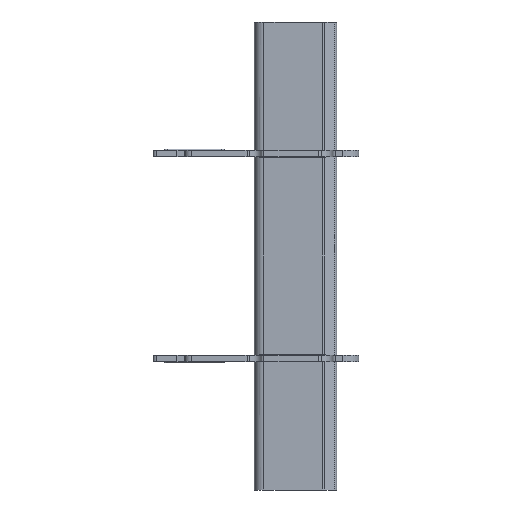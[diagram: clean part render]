
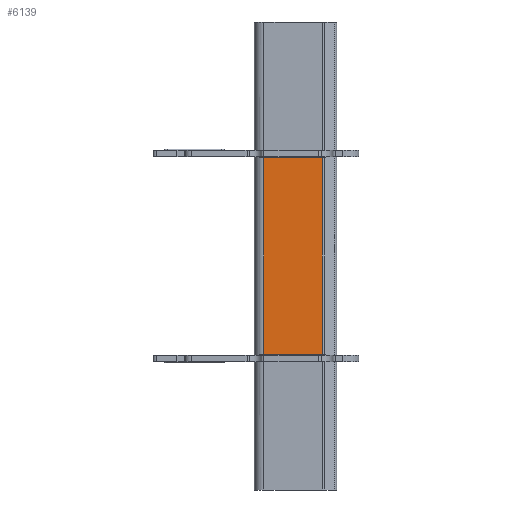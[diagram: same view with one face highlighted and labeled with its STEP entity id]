
A CAD part, left-side view. The second image highlights one B-rep face of the part: STEP entity #6139.
In plain terms, the highlighted planar face has unit normal (-1, 0, 0).
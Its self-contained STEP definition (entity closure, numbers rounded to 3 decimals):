
#336=DIRECTION('',(0.,0.,-1.));
#337=VECTOR('',#336,62.);
#338=CARTESIAN_POINT('',(-3.,-3.,31.));
#339=LINE('',#338,#337);
#343=CARTESIAN_POINT('',(-3.,-3.,-31.));
#540=CARTESIAN_POINT('',(-3.,-3.,31.));
#570=DIRECTION('',(0.,1.,0.));
#571=VECTOR('',#570,18.5);
#572=CARTESIAN_POINT('',(-3.,-21.5,31.));
#573=LINE('',#572,#571);
#585=DIRECTION('',(0.,0.,1.));
#586=VECTOR('',#585,62.);
#587=CARTESIAN_POINT('',(-3.,-21.5,-31.));
#588=LINE('',#587,#586);
#599=DIRECTION('',(0.,1.,0.));
#600=VECTOR('',#599,18.5);
#601=CARTESIAN_POINT('',(-3.,-21.5,-31.));
#602=LINE('',#601,#600);
#5051=VERTEX_POINT('',#343);
#5053=CARTESIAN_POINT('',(-3.,-21.5,-31.));
#5054=VERTEX_POINT('',#5053);
#5075=VERTEX_POINT('',#540);
#5406=CARTESIAN_POINT('',(-3.,-21.5,31.));
#5407=VERTEX_POINT('',#5406);
#6128=CARTESIAN_POINT('',(-3.,-3.,-74.));
#6129=DIRECTION('',(-1.,0.,0.));
#6130=DIRECTION('',(0.,-1.,0.));
#6131=AXIS2_PLACEMENT_3D('',#6128,#6129,#6130);
#6132=PLANE('',#6131);
#6133=ORIENTED_EDGE('',*,*,#5808,.T.);
#6134=ORIENTED_EDGE('',*,*,#5856,.F.);
#6135=ORIENTED_EDGE('',*,*,#6096,.F.);
#6136=ORIENTED_EDGE('',*,*,#6114,.F.);
#6137=EDGE_LOOP('',(#6133,#6134,#6135,#6136));
#6138=FACE_OUTER_BOUND('',#6137,.F.);
#5808=EDGE_CURVE('',#5054,#5051,#602,.T.);
#5856=EDGE_CURVE('',#5075,#5051,#339,.T.);
#6096=EDGE_CURVE('',#5407,#5075,#573,.T.);
#6114=EDGE_CURVE('',#5054,#5407,#588,.T.);
#6139=ADVANCED_FACE('',(#6138),#6132,.T.);
